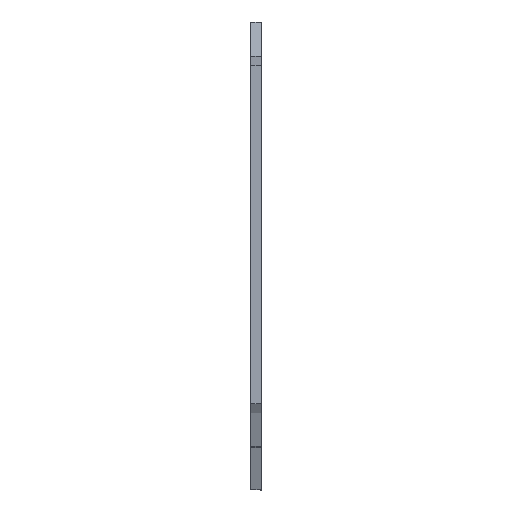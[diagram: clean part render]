
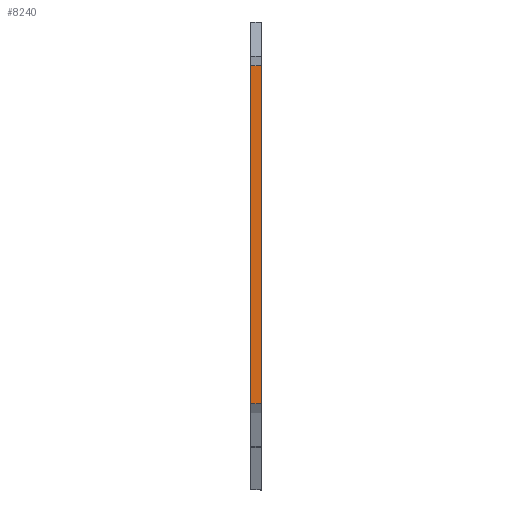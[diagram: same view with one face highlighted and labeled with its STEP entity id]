
A CAD part, top view. The second image highlights one B-rep face of the part: STEP entity #8240.
In plain terms, the highlighted face is planar.
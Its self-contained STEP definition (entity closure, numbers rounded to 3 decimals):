
#950=CARTESIAN_POINT('',(-56.309,17.6,
49.22));
#960=VERTEX_POINT('',#950);
#990=CARTESIAN_POINT('',(10.962,17.6,
49.22));
#1000=DIRECTION('',(-1.,0.,0.));
#1010=VECTOR('',#1000,1.);
#1020=LINE('',#990,#1010);
#1030=CARTESIAN_POINT('',(15.97,17.6,
49.22));
#1040=VERTEX_POINT('',#1030);
#1050=EDGE_CURVE('',#1040,#960,#1020,.T.);
#3800=CARTESIAN_POINT('',(15.97,17.6,
47.02));
#3810=VERTEX_POINT('',#3800);
#3840=CARTESIAN_POINT('',(10.962,17.6,
47.02));
#3850=DIRECTION('',(-1.,0.,0.));
#3860=VECTOR('',#3850,1.);
#3870=LINE('',#3840,#3860);
#3880=CARTESIAN_POINT('',(-56.309,17.6,
47.02));
#3890=VERTEX_POINT('',#3880);
#3900=EDGE_CURVE('',#3810,#3890,#3870,.T.);
#7910=CARTESIAN_POINT('',(-56.309,17.6,
49.22));
#7920=DIRECTION('',(0.,0.,-1.));
#7930=VECTOR('',#7920,1.);
#7940=LINE('',#7910,#7930);
#7950=EDGE_CURVE('',#960,#3890,#7940,.T.);
#8080=CARTESIAN_POINT('',(15.97,17.6,
49.22));
#8090=DIRECTION('',(0.,1.,0.));
#8100=DIRECTION('',(1.,0.,0.));
#8110=AXIS2_PLACEMENT_3D('',#8080,#8090,#8100);
#8120=PLANE('',#8110);
#8130=ORIENTED_EDGE('',*,*,#7950,.F.);
#8140=ORIENTED_EDGE('',*,*,#3900,.T.);
#8150=CARTESIAN_POINT('',(15.97,17.6,
49.22));
#8160=DIRECTION('',(0.,0.,-1.));
#8170=VECTOR('',#8160,1.);
#8180=LINE('',#8150,#8170);
#8190=EDGE_CURVE('',#1040,#3810,#8180,.T.);
#8200=ORIENTED_EDGE('',*,*,#8190,.T.);
#8210=ORIENTED_EDGE('',*,*,#1050,.F.);
#8220=EDGE_LOOP('',(#8210,#8200,#8140,#8130));
#8230=FACE_OUTER_BOUND('',#8220,.T.);
#8240=ADVANCED_FACE('',(#8230),#8120,.T.);
